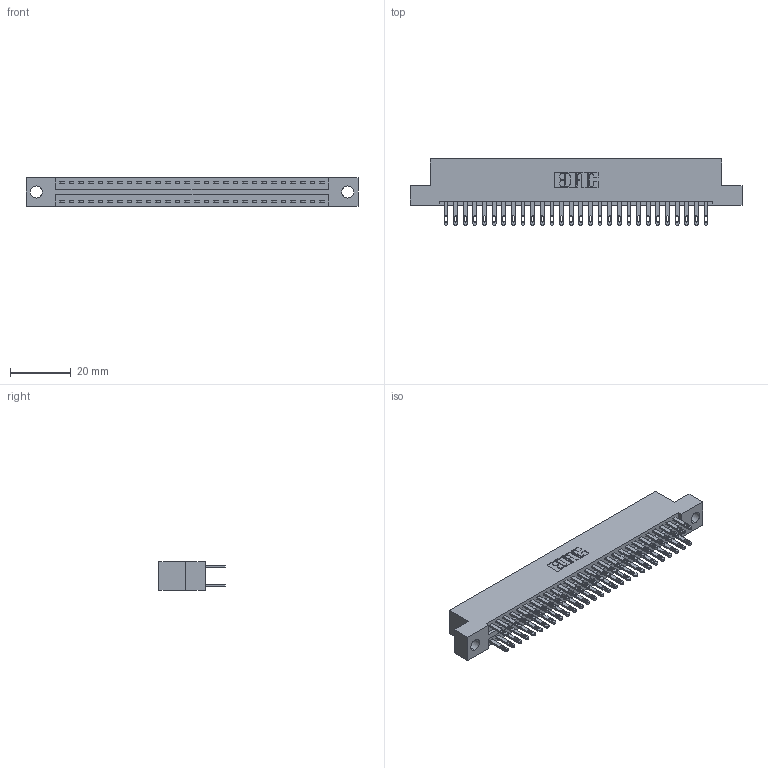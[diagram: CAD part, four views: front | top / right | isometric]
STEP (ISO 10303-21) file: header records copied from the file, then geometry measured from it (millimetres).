
FILE_DESCRIPTION (( 'STEP AP203' ), '1' );
FILE_NAME ('896-056-500-204.STEP', '2021-07-28T00:02:54', ( '' ), ( '' ), 'SwSTEP 2.0', 'SolidWorks 2020', '' );
FILE_SCHEMA (( 'CONFIG_CONTROL_DESIGN' ));
Length unit declared in the file: inch
Products named in the file (3): 846 Part_Flush Mounting Lugs - 0.156 Dia-TH; 896-056-500-204; 345-292-001_345-293-100
Assembly tree (57 placements, depth 2):
  896-056-500-204
    846 Part_Flush Mounting Lugs - 0.156 Dia-TH
    345-292-001_345-293-100  x56
Bounding box: 109.47 x 21.84 x 9.4 mm (x, y, z)
Volume: 10649.6 mm3; surface area: 14818 mm2
Topology: 57 solids, 57 shells, 2810 faces, 8561 edges, 5706 vertices
Faces by surface type: plane 1700, cylinder 1110
Entity records: 20091 total; most frequent: CARTESIAN_POINT 3328, ORIENTED_EDGE 3262, DIRECTION 2987, EDGE_CURVE 1631, VECTOR 1383, LINE 1383, VERTEX_POINT 1086, AXIS2_PLACEMENT_3D 802
